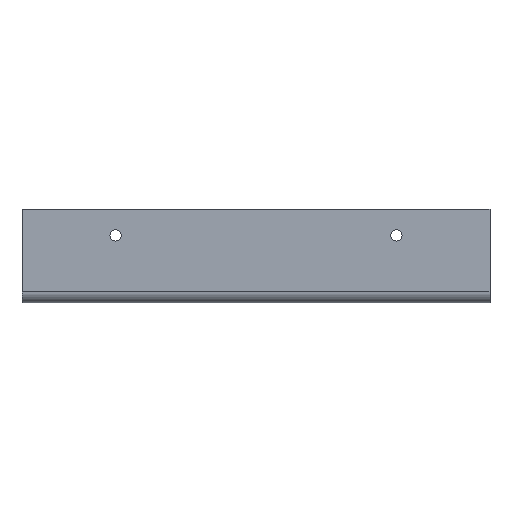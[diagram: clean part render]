
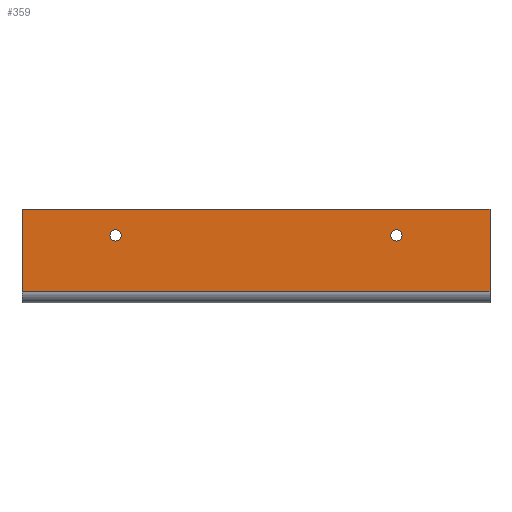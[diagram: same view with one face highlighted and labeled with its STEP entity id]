
A CAD part, left-side view. The second image highlights one B-rep face of the part: STEP entity #359.
In plain terms, the highlighted planar face has unit normal (-1, 0, 0).
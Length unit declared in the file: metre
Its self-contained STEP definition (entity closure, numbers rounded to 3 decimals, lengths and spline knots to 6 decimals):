
#26=CIRCLE('',#395,0.003);
#27=CIRCLE('',#396,0.003);
#48=ORIENTED_EDGE('',*,*,#138,.T.);
#49=ORIENTED_EDGE('',*,*,#139,.T.);
#50=ORIENTED_EDGE('',*,*,#135,.F.);
#51=ORIENTED_EDGE('',*,*,#137,.F.);
#52=ORIENTED_EDGE('',*,*,#131,.T.);
#53=ORIENTED_EDGE('',*,*,#140,.T.);
#131=EDGE_CURVE('',#175,#177,#207,.T.);
#135=EDGE_CURVE('',#181,#179,#211,.T.);
#137=EDGE_CURVE('',#175,#181,#213,.T.);
#138=EDGE_CURVE('',#182,#182,#26,.F.);
#139=EDGE_CURVE('',#183,#183,#27,.F.);
#140=EDGE_CURVE('',#177,#179,#214,.T.);
#175=VERTEX_POINT('',#529);
#177=VERTEX_POINT('',#533);
#179=VERTEX_POINT('',#538);
#181=VERTEX_POINT('',#542);
#182=VERTEX_POINT('',#549);
#183=VERTEX_POINT('',#551);
#207=LINE('',#534,#243);
#211=LINE('',#543,#247);
#213=LINE('',#546,#249);
#214=LINE('',#552,#250);
#243=VECTOR('',#430,1.);
#247=VECTOR('',#436,1.);
#249=VECTOR('',#440,1.);
#250=VECTOR('',#447,1.);
#279=EDGE_LOOP('',(#48));
#280=EDGE_LOOP('',(#49));
#281=EDGE_LOOP('',(#50,#51,#52,#53));
#311=FACE_BOUND('',#279,.T.);
#312=FACE_BOUND('',#280,.T.);
#313=FACE_BOUND('',#281,.T.);
#343=PLANE('',#394);
#359=ADVANCED_FACE('',(#311,#312,#313),#343,.T.);
#394=AXIS2_PLACEMENT_3D('',#547,#441,#442);
#395=AXIS2_PLACEMENT_3D('',#548,#443,#444);
#396=AXIS2_PLACEMENT_3D('',#550,#445,#446);
#430=DIRECTION('',(0.,0.,-1.));
#436=DIRECTION('',(0.,0.,-1.));
#440=DIRECTION('',(0.,-1.,0.));
#441=DIRECTION('',(-1.,0.,0.));
#442=DIRECTION('',(0.,0.,1.));
#443=DIRECTION('',(-1.,0.,0.));
#444=DIRECTION('',(0.,0.,1.));
#445=DIRECTION('',(-1.,0.,0.));
#446=DIRECTION('',(0.,0.,1.));
#447=DIRECTION('',(0.,-1.,0.));
#529=CARTESIAN_POINT('',(0.,0.,0.05));
#533=CARTESIAN_POINT('',(0.,0.,0.006));
#534=CARTESIAN_POINT('',(0.,0.,0.05));
#538=CARTESIAN_POINT('',(0.,-0.25,0.006));
#542=CARTESIAN_POINT('',(0.,-0.25,0.05));
#543=CARTESIAN_POINT('',(0.,-0.25,0.05));
#546=CARTESIAN_POINT('',(0.,0.,0.05));
#547=CARTESIAN_POINT('',(0.,0.,0.05));
#548=CARTESIAN_POINT('',(0.,-0.2,0.036));
#549=CARTESIAN_POINT('',(0.,-0.2,0.039));
#550=CARTESIAN_POINT('',(0.,-0.05,0.036));
#551=CARTESIAN_POINT('',(0.,-0.05,0.039));
#552=CARTESIAN_POINT('',(0.,0.,0.006));
